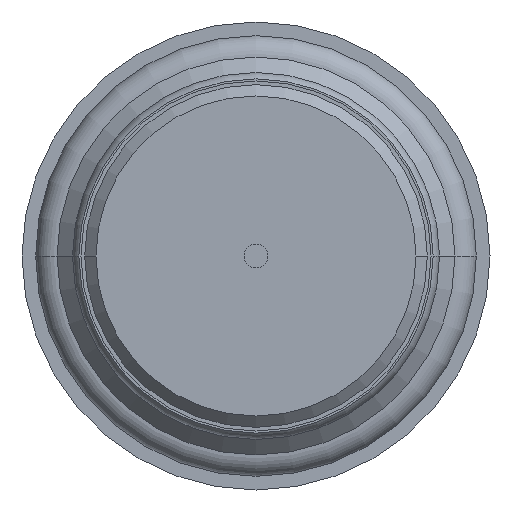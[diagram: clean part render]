
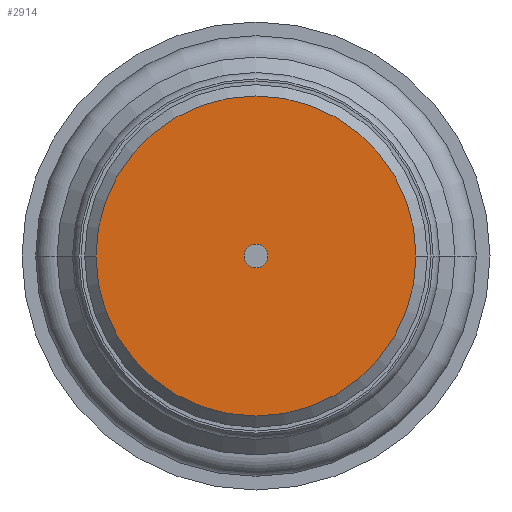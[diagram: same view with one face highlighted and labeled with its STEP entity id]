
A CAD part, left-side view. The second image highlights one B-rep face of the part: STEP entity #2914.
In plain terms, the highlighted planar face has unit normal (-1, 0, 0).
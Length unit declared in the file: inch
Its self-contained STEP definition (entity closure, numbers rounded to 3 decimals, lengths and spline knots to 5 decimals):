
#906=CARTESIAN_POINT('',(-2.118,0.,0.));
#907=DIRECTION('',(-1.,0.,0.));
#908=DIRECTION('',(0.,-1.,0.));
#909=AXIS2_PLACEMENT_3D('',#906,#907,#908);
#922=CARTESIAN_POINT('',(-2.118,0.,0.));
#923=DIRECTION('',(1.,0.,0.));
#924=DIRECTION('',(0.,1.,0.));
#925=AXIS2_PLACEMENT_3D('',#922,#923,#924);
#930=CARTESIAN_POINT('',(-2.118,0.,0.));
#931=DIRECTION('',(1.,0.,0.));
#932=DIRECTION('',(0.,-1.,0.));
#933=AXIS2_PLACEMENT_3D('',#930,#931,#932);
#938=CARTESIAN_POINT('',(-2.118,0.,0.));
#939=DIRECTION('',(1.,0.,0.));
#940=DIRECTION('',(0.,-1.,0.));
#941=AXIS2_PLACEMENT_3D('',#938,#939,#940);
#2133=CARTESIAN_POINT('',(-2.118,-0.4275,0.));
#2134=CARTESIAN_POINT('',(-2.118,0.4275,0.));
#2135=VERTEX_POINT('',#2133);
#2136=VERTEX_POINT('',#2134);
#2241=CARTESIAN_POINT('',(-2.118,0.0315,0.));
#2242=CARTESIAN_POINT('',(-2.118,-0.0315,0.));
#2243=VERTEX_POINT('',#2241);
#2244=VERTEX_POINT('',#2242);
#2898=CARTESIAN_POINT('',(-2.118,0.,0.));
#2899=DIRECTION('',(1.,0.,0.));
#2900=DIRECTION('',(0.,0.,-1.));
#2901=AXIS2_PLACEMENT_3D('',#2898,#2899,#2900);
#2902=PLANE('',#2901);
#2904=ORIENTED_EDGE('',*,*,#2903,.T.);
#2905=ORIENTED_EDGE('',*,*,#2888,.F.);
#2906=EDGE_LOOP('',(#2904,#2905));
#2907=FACE_OUTER_BOUND('',#2906,.F.);
#2909=ORIENTED_EDGE('',*,*,#2908,.F.);
#2911=ORIENTED_EDGE('',*,*,#2910,.F.);
#2912=EDGE_LOOP('',(#2909,#2911));
#2913=FACE_BOUND('',#2912,.F.);
#2914=ADVANCED_FACE('',(#2907,#2913),#2902,.F.);
#910=CIRCLE('',#909,0.4275);
#926=CIRCLE('',#925,0.0315);
#934=CIRCLE('',#933,0.0315);
#942=CIRCLE('',#941,0.4275);
#2888=EDGE_CURVE('',#2135,#2136,#910,.T.);
#2903=EDGE_CURVE('',#2135,#2136,#942,.T.);
#2908=EDGE_CURVE('',#2243,#2244,#926,.T.);
#2910=EDGE_CURVE('',#2244,#2243,#934,.T.);
